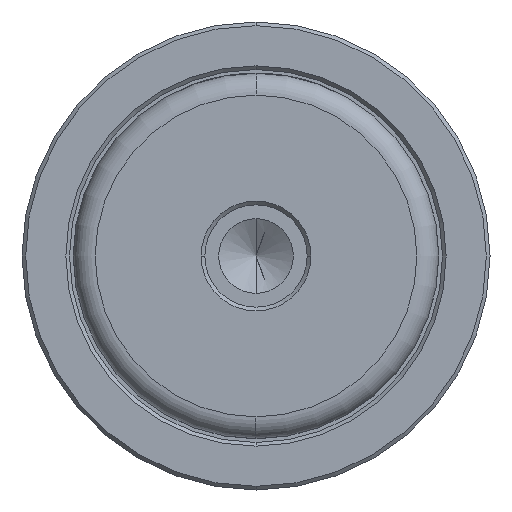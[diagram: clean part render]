
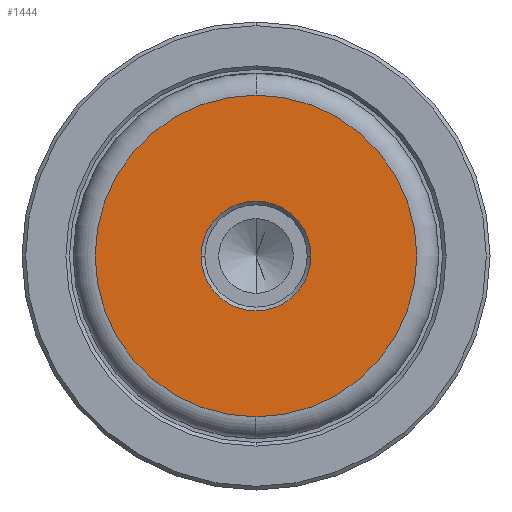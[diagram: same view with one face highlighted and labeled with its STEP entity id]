
A CAD part, left-side view. The second image highlights one B-rep face of the part: STEP entity #1444.
In plain terms, the highlighted planar face has unit normal (-1, 0, 0).
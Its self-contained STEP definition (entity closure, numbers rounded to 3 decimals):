
#3 = CARTESIAN_POINT ( 'NONE',  ( 0., -7.5, 0. ) ) ;
#74 = AXIS2_PLACEMENT_3D ( 'NONE', #2050, #850, #2272 ) ;
#143 = EDGE_LOOP ( 'NONE', ( #2244, #1550 ) ) ;
#183 = DIRECTION ( 'NONE',  ( -1., 0., 0. ) ) ;
#295 = CIRCLE ( 'NONE', #1708, 7.5 ) ;
#353 = CIRCLE ( 'NONE', #1168, 21.997 ) ;
#381 = CARTESIAN_POINT ( 'NONE',  ( 0., 0., 21.997 ) ) ;
#429 = AXIS2_PLACEMENT_3D ( 'NONE', #770, #964, #2393 ) ;
#480 = VERTEX_POINT ( 'NONE', #381 ) ;
#495 = EDGE_LOOP ( 'NONE', ( #1445, #2238 ) ) ;
#636 = CIRCLE ( 'NONE', #1204, 21.997 ) ;
#663 = CARTESIAN_POINT ( 'NONE',  ( 0., 0., -21.997 ) ) ;
#770 = CARTESIAN_POINT ( 'NONE',  ( 0., 0., 0. ) ) ;
#850 = DIRECTION ( 'NONE',  ( 1., 0., 0. ) ) ;
#964 = DIRECTION ( 'NONE',  ( -1., 0., 0. ) ) ;
#973 = VERTEX_POINT ( 'NONE', #3 ) ;
#974 = DIRECTION ( 'NONE',  ( -1., 0., 0. ) ) ;
#997 = FACE_OUTER_BOUND ( 'NONE', #143, .T. ) ;
#1036 = DIRECTION ( 'NONE',  ( 1., 0., 0. ) ) ;
#1100 = VERTEX_POINT ( 'NONE', #663 ) ;
#1168 = AXIS2_PLACEMENT_3D ( 'NONE', #2190, #974, #2401 ) ;
#1204 = AXIS2_PLACEMENT_3D ( 'NONE', #1386, #183, #1584 ) ;
#1282 = EDGE_CURVE ( 'NONE', #1100, #480, #353, .T. ) ;
#1339 = EDGE_CURVE ( 'NONE', #973, #2120, #295, .T. ) ;
#1386 = CARTESIAN_POINT ( 'NONE',  ( 0., 0., 0. ) ) ;
#1444 = ADVANCED_FACE ( 'NONE', ( #2560, #997 ), #1765, .T. ) ;
#1445 = ORIENTED_EDGE ( 'NONE', *, *, #1339, .T. ) ;
#1550 = ORIENTED_EDGE ( 'NONE', *, *, #1282, .T. ) ;
#1584 = DIRECTION ( 'NONE',  ( 0., 0., 1. ) ) ;
#1700 = CARTESIAN_POINT ( 'NONE',  ( 0., 7.5, 0. ) ) ;
#1708 = AXIS2_PLACEMENT_3D ( 'NONE', #2251, #1036, #2453 ) ;
#1765 = PLANE ( 'NONE',  #429 ) ;
#2050 = CARTESIAN_POINT ( 'NONE',  ( 0., 0., 0. ) ) ;
#2120 = VERTEX_POINT ( 'NONE', #1700 ) ;
#2190 = CARTESIAN_POINT ( 'NONE',  ( 0., 0., 0. ) ) ;
#2238 = ORIENTED_EDGE ( 'NONE', *, *, #2561, .T. ) ;
#2244 = ORIENTED_EDGE ( 'NONE', *, *, #2424, .T. ) ;
#2251 = CARTESIAN_POINT ( 'NONE',  ( 0., 0., 0. ) ) ;
#2272 = DIRECTION ( 'NONE',  ( 0., 0., 1. ) ) ;
#2393 = DIRECTION ( 'NONE',  ( 0., 0., 1. ) ) ;
#2401 = DIRECTION ( 'NONE',  ( 0., 0., 1. ) ) ;
#2424 = EDGE_CURVE ( 'NONE', #480, #1100, #636, .T. ) ;
#2453 = DIRECTION ( 'NONE',  ( 0., 0., 1. ) ) ;
#2560 = FACE_BOUND ( 'NONE', #495, .T. ) ;
#2561 = EDGE_CURVE ( 'NONE', #2120, #973, #2606, .T. ) ;
#2606 = CIRCLE ( 'NONE', #74, 7.5 ) ;
